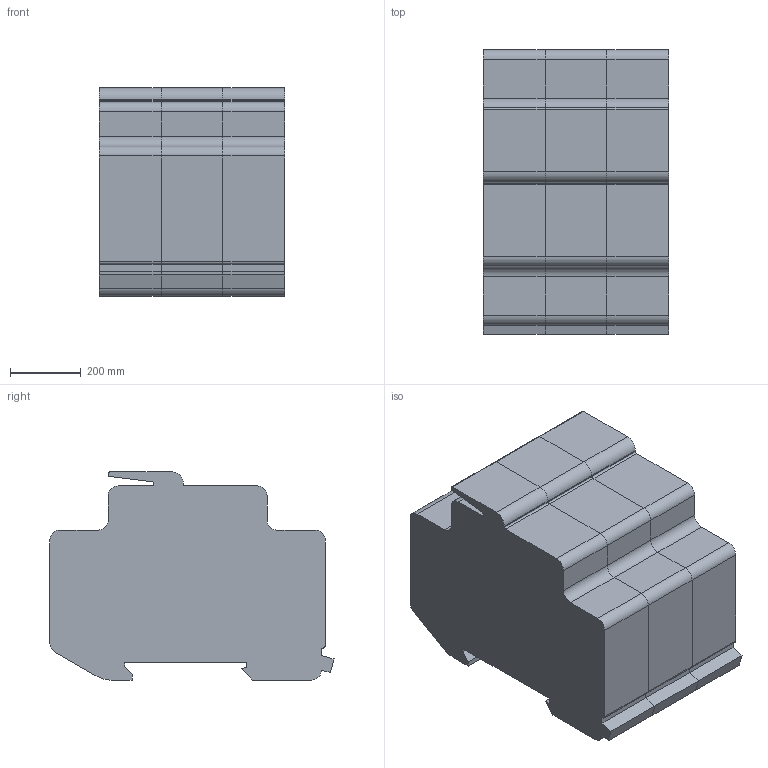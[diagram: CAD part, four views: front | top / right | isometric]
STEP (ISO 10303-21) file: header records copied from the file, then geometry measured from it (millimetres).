
FILE_DESCRIPTION((' '),'2;1');
FILE_NAME('FH8-3PC30.stp','2012-09-05T09:05:43',(' '),(' '),' ','ACIS',' ');
FILE_SCHEMA(('CONFIG_CONTROL_DESIGN'));
Length unit declared in the file: millimetre
Products named in the file (4): FH8-3PC30.stp; Body1; Body2; Body3
Assembly tree (3 placements, depth 2):
  FH8-3PC30.stp
    Body1
    Body2
    Body3
Bounding box: 525 x 805 x 590 mm (x, y, z)
Volume: 194145839.8 mm3; surface area: 3797692.8 mm2
Topology: 3 solids, 3 shells, 135 faces, 387 edges, 258 vertices
Faces by surface type: plane 93, cylinder 42
Entity records: 4936 total; most frequent: CARTESIAN_POINT 787, ORIENTED_EDGE 774, DIRECTION 755, EDGE_CURVE 387, VECTOR 303, LINE 303, VERTEX_POINT 258, AXIS2_PLACEMENT_3D 226
